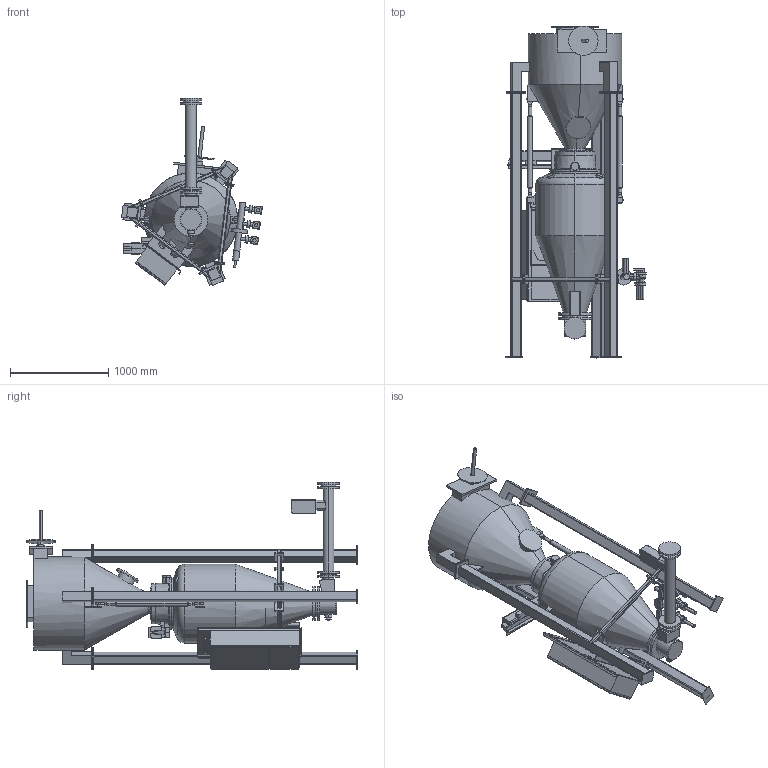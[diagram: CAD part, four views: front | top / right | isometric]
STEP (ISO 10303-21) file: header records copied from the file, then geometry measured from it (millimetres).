
FILE_DESCRIPTION (( 'STEP AP203' ), '1' );
FILE_NAME ('ELMO500L-KOPAR.STEP', '2021-03-30T13:56:51', ( '' ), ( '' ), 'SwSTEP 2.0', 'SolidWorks 2017', '' );
FILE_SCHEMA (( 'CONFIG_CONTROL_DESIGN' ));
Length unit declared in the file: millimetre
Products named in the file (1): ELMO500L-KOPAR
Bounding box: 1428.02 x 3371 x 1901 mm (x, y, z)
Volume: 1326276511.3 mm3; surface area: 17521149.9 mm2
Topology: 3 solids, 3 shells, 1154 faces, 2919 edges, 1866 vertices
Faces by surface type: plane 656, cylinder 443, cone 27, sphere 12, torus 8, bspline 8
Entity records: 37177 total; most frequent: CARTESIAN_POINT 8896, DIRECTION 5914, ORIENTED_EDGE 5822, EDGE_CURVE 2911, AXIS2_PLACEMENT_3D 2014, VECTOR 1886, LINE 1886, VERTEX_POINT 1866
